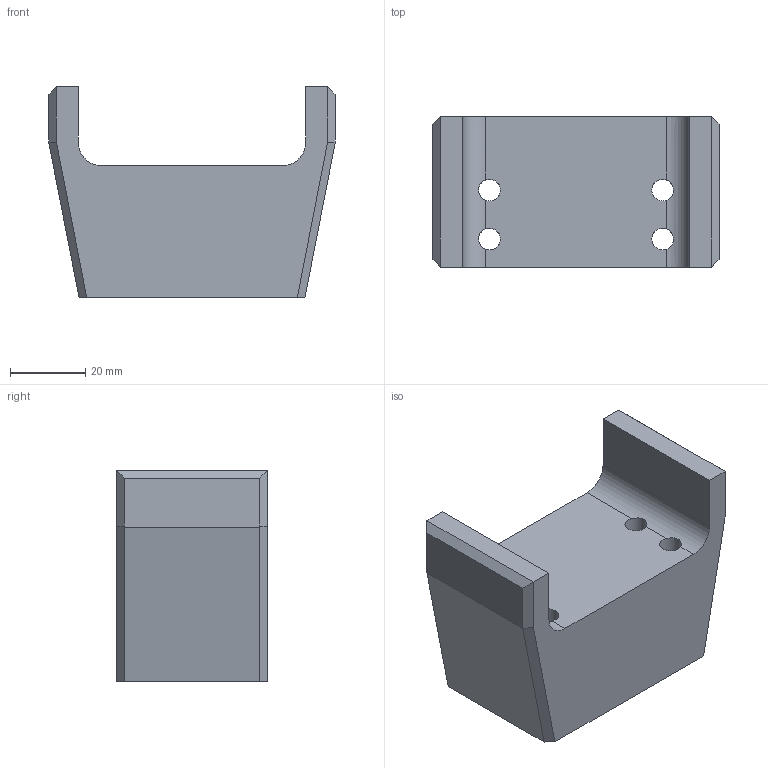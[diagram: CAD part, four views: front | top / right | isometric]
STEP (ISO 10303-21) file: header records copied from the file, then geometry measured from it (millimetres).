
FILE_DESCRIPTION(/* description */ (''),/* implementation_level */ '2;1');
FILE_NAME(/* name */ 'BK12 Blocksupport.step',/* time_stamp */ '2024-03-04T18:35:38Z',/* author */ (''),/* organization */ (''),/* preprocessor_version */ 'ST-DEVELOPER v20',/* originating_system */ 'Autodesk Translation Framework v12.20.1.177',/* authorisation */ '');
FILE_SCHEMA (('AUTOMOTIVE_DESIGN { 1 0 10303 214 3 1 1 }'));
Length unit declared in the file: millimetre
Products named in the file (1): BK12 Block(Mirror)
Bounding box: 76 x 40 x 56 mm (x, y, z)
Volume: 95256.9 mm3; surface area: 21806.7 mm2
Topology: 1 solids, 1 shells, 52 faces, 129 edges, 82 vertices
Faces by surface type: plane 36, cylinder 15, cone 1
Full cylindrical faces by diameter (mm): 5 x1, 5.8 x4, 6.1 x3, 7.5 x1, 11 x2
Entity records: 1663 total; most frequent: CARTESIAN_POINT 367, ORIENTED_EDGE 258, DIRECTION 256, EDGE_CURVE 129, LINE 86, VECTOR 86, AXIS2_PLACEMENT_3D 85, VERTEX_POINT 82
